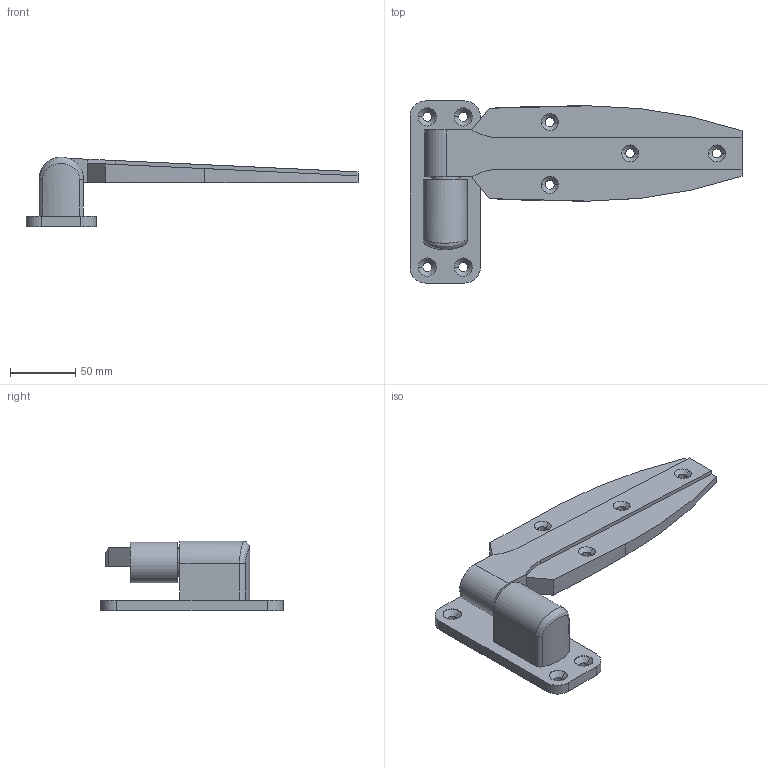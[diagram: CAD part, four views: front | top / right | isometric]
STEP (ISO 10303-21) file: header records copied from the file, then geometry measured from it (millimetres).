
FILE_DESCRIPTION((''),'2;1');
FILE_NAME('SK2-1238-4L_ASM','2021-06-11T',('Administrator'),(''),'PRO/ENGINEER BY PARAMETRIC TECHNOLOGY CORPORATION, 2014320','PRO/ENGINEER BY PARAMETRIC TECHNOLOGY CORPORATION, 2014320','');
FILE_SCHEMA(('CONFIG_CONTROL_DESIGN','SHAPE_APPEARANCE_LAYERS_GROUPS'));
Length unit declared in the file: millimetre
Products named in the file (3): 2-1238-4L-1; 2-1238-4L-2; SK2-1238-4L_ASM
Assembly tree (2 placements, depth 2):
  SK2-1238-4L_ASM
    2-1238-4L-1
    2-1238-4L-2
Bounding box: 254.3 x 139.5 x 53.5 mm (x, y, z)
Volume: 322229.4 mm3; surface area: 68158.7 mm2
Topology: 2 solids, 2 shells, 82 faces, 199 edges, 124 vertices
Faces by surface type: cylinder 43, plane 22, bspline 9, cone 8
Entity records: 3607 total; most frequent: CARTESIAN_POINT 1400, DIRECTION 405, ORIENTED_EDGE 398, EDGE_CURVE 199, COLOUR_RGB 177, AXIS2_PLACEMENT_3D 150, VERTEX_POINT 124, VECTOR 105
